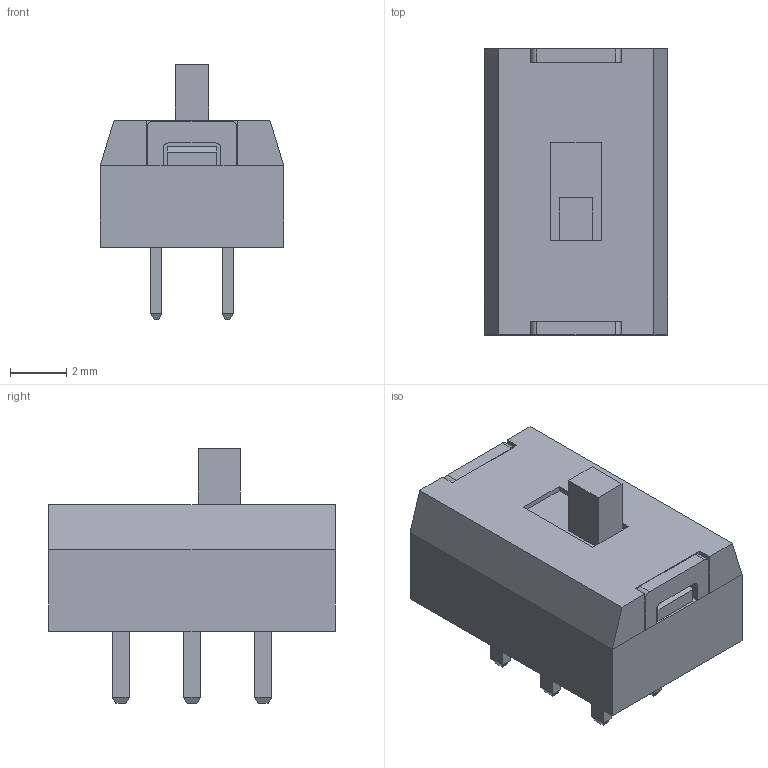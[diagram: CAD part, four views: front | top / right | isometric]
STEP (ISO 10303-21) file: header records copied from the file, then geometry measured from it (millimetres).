
FILE_DESCRIPTION(/* description */ ('Unknown'),/* implementation_level */ '2;1');
FILE_NAME(/* name */ 'SS22SDP2',/* time_stamp */ '2024-03-12T13:06:15+02:00',/* author */ ('Unknown'),/* organization */ ('Unknown'),/* preprocessor_version */ 'ST-DEVELOPER v18.102',/* originating_system */ 'Solid Edge',/* authorisation */ 'Unknown');
FILE_SCHEMA (('AUTOMOTIVE_DESIGN {1 0 10303 214 3 1 1}'));
Length unit declared in the file: millimetre
Products named in the file (1): SS22SDP2
Bounding box: 6.54 x 10.2 x 9.08 mm (x, y, z)
Volume: 297.6 mm3; surface area: 329.3 mm2
Topology: 1 solids, 1 shells, 122 faces, 296 edges, 184 vertices
Faces by surface type: plane 114, cylinder 8
Entity records: 4335 total; most frequent: CARTESIAN_POINT 603, ORIENTED_EDGE 592, DIRECTION 558, EDGE_CURVE 296, LINE 280, VECTOR 280, VERTEX_POINT 184, AXIS2_PLACEMENT_3D 139
